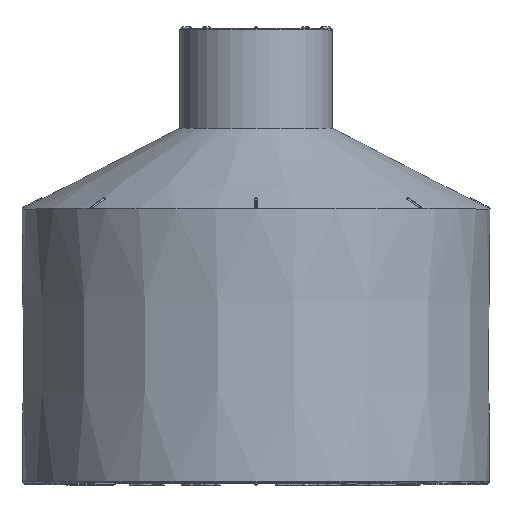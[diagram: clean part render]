
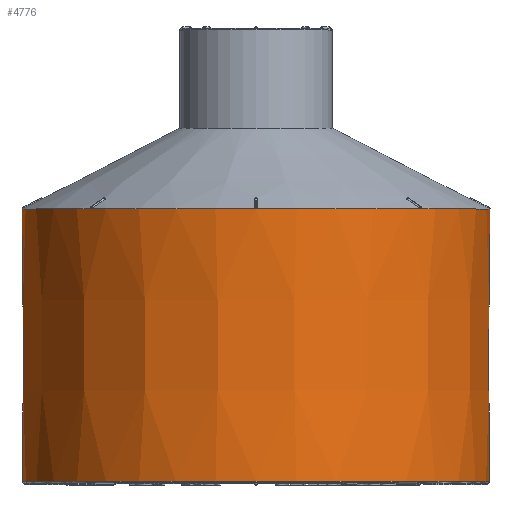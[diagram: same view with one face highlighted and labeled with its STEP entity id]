
A CAD part, top view. The second image highlights one B-rep face of the part: STEP entity #4776.
In plain terms, the highlighted conical face has half-angle 0.065 degrees and reference radius 37.5 mm.
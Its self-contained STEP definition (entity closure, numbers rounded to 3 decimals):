
#4776=ADVANCED_FACE('',(#8228,#8229),#6011,.T.);
#6011=CONICAL_SURFACE('',#22911,37.5,0.065);
#8228=FACE_BOUND('',#8312,.T.);
#8229=FACE_BOUND('',#8313,.T.);
#8312=EDGE_LOOP('',(#10571));
#8313=EDGE_LOOP('',(#10572));
#10571=ORIENTED_EDGE('',*,*,#18972,.T.);
#10572=ORIENTED_EDGE('',*,*,#19975,.T.);
#16644=VERTEX_POINT('',#28376);
#17615=VERTEX_POINT('',#34488);
#18972=EDGE_CURVE('',#16644,#16644,#22510,.T.);
#19975=EDGE_CURVE('',#17615,#17615,#22634,.T.);
#22510=CIRCLE('',#22767,37.55);
#22634=CIRCLE('',#22910,37.5);
#22767=AXIS2_PLACEMENT_3D('',#28375,#24261,#24262);
#22910=AXIS2_PLACEMENT_3D('',#34487,#24583,#24584);
#22911=AXIS2_PLACEMENT_3D('',#34489,#24585,#24586);
#24261=DIRECTION('',(0.,-1.,0.));
#24262=DIRECTION('',(0.,0.,-1.));
#24583=DIRECTION('',(0.,1.,0.));
#24584=DIRECTION('',(0.,0.,-1.));
#24585=DIRECTION('',(0.,1.,0.));
#24586=DIRECTION('',(0.,0.,1.));
#28375=CARTESIAN_POINT('',(40359.117,14006.549,0.));
#28376=CARTESIAN_POINT('',(40359.117,14006.549,-37.55));
#34487=CARTESIAN_POINT('',(40359.117,13962.797,0.));
#34488=CARTESIAN_POINT('',(40359.117,13962.797,-37.5));
#34489=CARTESIAN_POINT('',(40359.117,13962.547,0.));
